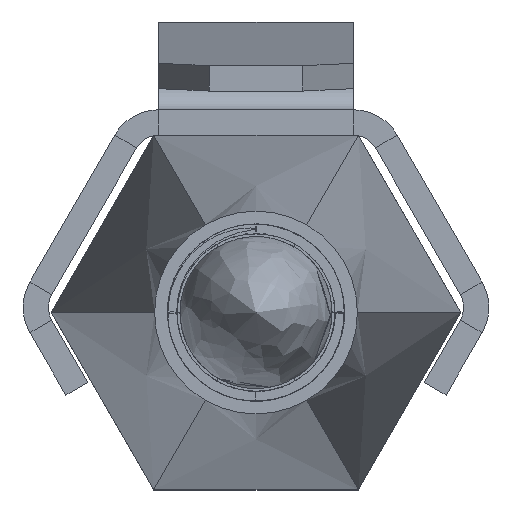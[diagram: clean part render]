
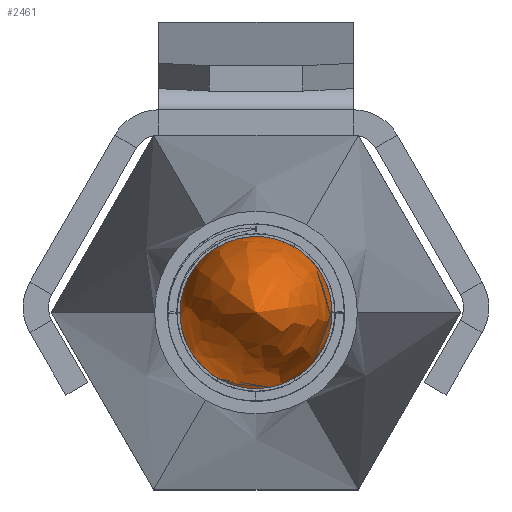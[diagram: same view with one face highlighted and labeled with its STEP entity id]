
A CAD part, front view. The second image highlights one B-rep face of the part: STEP entity #2461.
In plain terms, the highlighted free-form (B-spline) face has degree [2, 2] with [3, 9] control points.
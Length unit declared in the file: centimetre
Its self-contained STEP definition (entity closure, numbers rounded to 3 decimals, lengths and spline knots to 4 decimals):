
#39=(
BOUNDED_SURFACE()
B_SPLINE_SURFACE(2,2,((#6999,#7000,#7001,#7002,#7003,#7004,#7005,#7006,
#7007),(#7008,#7009,#7010,#7011,#7012,#7013,#7014,#7015,#7016),(#7017,#7018,
#7019,#7020,#7021,#7022,#7023,#7024,#7025)),.UNSPECIFIED.,.F.,.T.,.F.)
B_SPLINE_SURFACE_WITH_KNOTS((3,3),(3,2,2,2,3),(0.,0.6669),(-3.1416,
-1.5708,0.,1.5708,3.1416),.UNSPECIFIED.)
GEOMETRIC_REPRESENTATION_ITEM()
RATIONAL_B_SPLINE_SURFACE(((1.,0.707,1.,0.707,1.,
0.707,1.,0.707,1.),(0.945,0.668,
0.945,0.668,0.945,0.668,
0.945,0.668,0.945),(1.,0.707,
1.,0.707,1.,0.707,1.,0.707,1.)))
REPRESENTATION_ITEM('')
SURFACE()
);
#461=FACE_OUTER_BOUND('',#626,.T.);
#626=EDGE_LOOP('',(#2257,#2258,#2259,#2260));
#1067=CIRCLE('',#2835,7.);
#1068=CIRCLE('',#2836,1.5);
#1069=CIRCLE('',#2837,1.5);
#1269=VERTEX_POINT('',#7026);
#1270=VERTEX_POINT('',#7027);
#1271=VERTEX_POINT('',#7029);
#1600=EDGE_CURVE('',#1269,#1270,#1067,.T.);
#1601=EDGE_CURVE('',#1270,#1271,#1068,.T.);
#1602=EDGE_CURVE('',#1271,#1270,#1069,.T.);
#2257=ORIENTED_EDGE('',*,*,#1600,.T.);
#2258=ORIENTED_EDGE('',*,*,#1601,.T.);
#2259=ORIENTED_EDGE('',*,*,#1602,.T.);
#2260=ORIENTED_EDGE('',*,*,#1600,.F.);
#2461=ADVANCED_FACE('',(#461),#39,.F.);
#2835=AXIS2_PLACEMENT_3D('',#7028,#3464,#3465);
#2836=AXIS2_PLACEMENT_3D('',#7030,#3466,#3467);
#2837=AXIS2_PLACEMENT_3D('',#7031,#3468,#3469);
#3464=DIRECTION('center_axis',(0.,-1.,0.));
#3465=DIRECTION('ref_axis',(0.,0.,1.));
#3466=DIRECTION('center_axis',(1.,0.,0.));
#3467=DIRECTION('ref_axis',(0.,0.,-1.));
#3468=DIRECTION('center_axis',(1.,0.,0.));
#3469=DIRECTION('ref_axis',(0.,0.,-1.));
#6999=CARTESIAN_POINT('Ctrl Pts',(130.6699,0.,1.5));
#7000=CARTESIAN_POINT('Ctrl Pts',(130.6699,-1.5,1.5));
#7001=CARTESIAN_POINT('Ctrl Pts',(130.6699,-1.5,0.));
#7002=CARTESIAN_POINT('Ctrl Pts',(130.6699,-1.5,-1.5));
#7003=CARTESIAN_POINT('Ctrl Pts',(130.6699,0.,-1.5));
#7004=CARTESIAN_POINT('Ctrl Pts',(130.6699,1.5,-1.5));
#7005=CARTESIAN_POINT('Ctrl Pts',(130.6699,1.5,0.));
#7006=CARTESIAN_POINT('Ctrl Pts',(130.6699,1.5,1.5));
#7007=CARTESIAN_POINT('Ctrl Pts',(130.6699,0.,1.5));
#7008=CARTESIAN_POINT('Ctrl Pts',(133.0947,0.,1.5));
#7009=CARTESIAN_POINT('Ctrl Pts',(133.0947,-1.5,1.5));
#7010=CARTESIAN_POINT('Ctrl Pts',(133.0947,-1.5,0.));
#7011=CARTESIAN_POINT('Ctrl Pts',(133.0947,-1.5,-1.5));
#7012=CARTESIAN_POINT('Ctrl Pts',(133.0947,0.,-1.5));
#7013=CARTESIAN_POINT('Ctrl Pts',(133.0947,1.5,-1.5));
#7014=CARTESIAN_POINT('Ctrl Pts',(133.0947,1.5,0.));
#7015=CARTESIAN_POINT('Ctrl Pts',(133.0947,1.5,1.5));
#7016=CARTESIAN_POINT('Ctrl Pts',(133.0947,0.,1.5));
#7017=CARTESIAN_POINT('Ctrl Pts',(135.,0.,0.));
#7018=CARTESIAN_POINT('Ctrl Pts',(135.,0.,0.));
#7019=CARTESIAN_POINT('Ctrl Pts',(135.,0.,0.));
#7020=CARTESIAN_POINT('Ctrl Pts',(135.,0.,0.));
#7021=CARTESIAN_POINT('Ctrl Pts',(135.,0.,0.));
#7022=CARTESIAN_POINT('Ctrl Pts',(135.,0.,0.));
#7023=CARTESIAN_POINT('Ctrl Pts',(135.,0.,0.));
#7024=CARTESIAN_POINT('Ctrl Pts',(135.,0.,0.));
#7025=CARTESIAN_POINT('Ctrl Pts',(135.,0.,0.));
#7026=CARTESIAN_POINT('',(135.,0.,0.));
#7027=CARTESIAN_POINT('',(130.6699,0.,1.5));
#7028=CARTESIAN_POINT('Origin',(130.6699,0.,-5.5));
#7029=CARTESIAN_POINT('',(130.6699,-1.5,0.));
#7030=CARTESIAN_POINT('Origin',(130.6699,0.,0.));
#7031=CARTESIAN_POINT('Origin',(130.6699,0.,0.));
